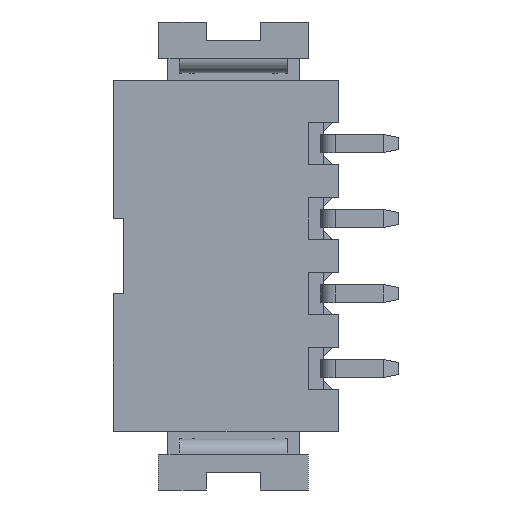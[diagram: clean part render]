
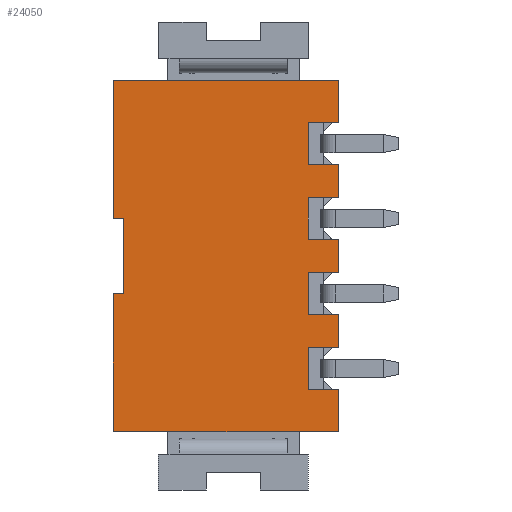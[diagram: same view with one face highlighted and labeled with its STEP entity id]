
A CAD part, front view. The second image highlights one B-rep face of the part: STEP entity #24050.
In plain terms, the highlighted planar face has unit normal (0, -1, 0).
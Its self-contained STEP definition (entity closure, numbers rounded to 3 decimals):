
#690=CARTESIAN_POINT('',(-3.039,-17.222,1.55));
#700=VERTEX_POINT('',#690);
#730=CARTESIAN_POINT('',(-5.978,-17.222,1.55));
#740=DIRECTION('',(-1.,0.,0.));
#750=VECTOR('',#740,1.);
#760=LINE('',#730,#750);
#770=CARTESIAN_POINT('',(-2.689,-17.222,1.55));
#780=VERTEX_POINT('',#770);
#790=EDGE_CURVE('',#780,#700,#760,.T.);
#10250=CARTESIAN_POINT('',(3.461,-17.222,-4.15));
#10260=VERTEX_POINT('',#10250);
#10290=CARTESIAN_POINT('',(3.461,-17.222,2.5));
#10300=DIRECTION('',(0.,0.,1.));
#10310=VECTOR('',#10300,1.);
#10320=LINE('',#10290,#10310);
#10330=CARTESIAN_POINT('',(3.461,-17.222,-2.75));
#10340=VERTEX_POINT('',#10330);
#10350=EDGE_CURVE('',#10260,#10340,#10320,.T.);
#10570=CARTESIAN_POINT('',(3.461,-17.222,-1.65));
#10580=VERTEX_POINT('',#10570);
#10610=CARTESIAN_POINT('',(3.461,-17.222,5.));
#10620=DIRECTION('',(0.,0.,1.));
#10630=VECTOR('',#10620,1.);
#10640=LINE('',#10610,#10630);
#10650=CARTESIAN_POINT('',(3.461,-17.222,-0.25));
#10660=VERTEX_POINT('',#10650);
#10670=EDGE_CURVE('',#10580,#10660,#10640,.T.);
#10890=CARTESIAN_POINT('',(3.461,-17.222,0.85));
#10900=VERTEX_POINT('',#10890);
#10930=CARTESIAN_POINT('',(3.461,-17.222,7.5));
#10940=DIRECTION('',(0.,0.,1.));
#10950=VECTOR('',#10940,1.);
#10960=LINE('',#10930,#10950);
#10970=CARTESIAN_POINT('',(3.461,-17.222,2.25));
#10980=VERTEX_POINT('',#10970);
#10990=EDGE_CURVE('',#10900,#10980,#10960,.T.);
#11210=CARTESIAN_POINT('',(3.461,-17.222,3.35));
#11220=VERTEX_POINT('',#11210);
#11250=CARTESIAN_POINT('',(3.461,-17.222,7.5));
#11260=DIRECTION('',(0.,0.,1.));
#11270=VECTOR('',#11260,1.);
#11280=LINE('',#11250,#11270);
#11290=CARTESIAN_POINT('',(3.461,-17.222,4.75));
#11300=VERTEX_POINT('',#11290);
#11310=EDGE_CURVE('',#11220,#11300,#11280,.T.);
#17210=CARTESIAN_POINT('',(-3.039,-17.222,7.5));
#17220=DIRECTION('',(0.,0.,1.));
#17230=VECTOR('',#17220,1.);
#17240=LINE('',#17210,#17230);
#17250=CARTESIAN_POINT('',(-3.039,-17.222,6.15));
#17260=VERTEX_POINT('',#17250);
#17270=EDGE_CURVE('',#700,#17260,#17240,.T.);
#22580=CARTESIAN_POINT('',(-1.148,-17.222,
-14.587));
#22590=DIRECTION('',(0.,-1.,0.));
#22600=DIRECTION('',(1.,0.,0.));
#22610=AXIS2_PLACEMENT_3D('',#22580,#22590,#22600);
#22620=PLANE('',#22610);
#22630=CARTESIAN_POINT('',(-5.978,-17.222,6.15));
#22640=DIRECTION('',(-1.,0.,0.));
#22650=VECTOR('',#22640,1.);
#22660=LINE('',#22630,#22650);
#22670=CARTESIAN_POINT('',(4.461,-17.222,6.15));
#22680=VERTEX_POINT('',#22670);
#22690=EDGE_CURVE('',#22680,#17260,#22660,.T.);
#22700=ORIENTED_EDGE('',*,*,#22690,.T.);
#22710=CARTESIAN_POINT('',(4.461,-17.222,7.5));
#22720=DIRECTION('',(0.,0.,1.));
#22730=VECTOR('',#22720,1.);
#22740=LINE('',#22710,#22730);
#22750=CARTESIAN_POINT('',(4.461,-17.222,4.75));
#22760=VERTEX_POINT('',#22750);
#22770=EDGE_CURVE('',#22760,#22680,#22740,.T.);
#22780=ORIENTED_EDGE('',*,*,#22770,.T.);
#22790=CARTESIAN_POINT('',(-5.978,-17.222,4.75));
#22800=DIRECTION('',(1.,0.,0.));
#22810=VECTOR('',#22800,1.);
#22820=LINE('',#22790,#22810);
#22830=EDGE_CURVE('',#11300,#22760,#22820,.T.);
#22840=ORIENTED_EDGE('',*,*,#22830,.T.);
#22850=ORIENTED_EDGE('',*,*,#11310,.T.);
#22860=CARTESIAN_POINT('',(-5.978,-17.222,3.35));
#22870=DIRECTION('',(1.,0.,0.));
#22880=VECTOR('',#22870,1.);
#22890=LINE('',#22860,#22880);
#22900=CARTESIAN_POINT('',(4.461,-17.222,3.35));
#22910=VERTEX_POINT('',#22900);
#22920=EDGE_CURVE('',#11220,#22910,#22890,.T.);
#22930=ORIENTED_EDGE('',*,*,#22920,.F.);
#22940=CARTESIAN_POINT('',(4.461,-17.222,7.5));
#22950=DIRECTION('',(0.,0.,1.));
#22960=VECTOR('',#22950,1.);
#22970=LINE('',#22940,#22960);
#22980=CARTESIAN_POINT('',(4.461,-17.222,2.25));
#22990=VERTEX_POINT('',#22980);
#23000=EDGE_CURVE('',#22990,#22910,#22970,.T.);
#23010=ORIENTED_EDGE('',*,*,#23000,.T.);
#23020=CARTESIAN_POINT('',(-5.978,-17.222,2.25));
#23030=DIRECTION('',(1.,0.,0.));
#23040=VECTOR('',#23030,1.);
#23050=LINE('',#23020,#23040);
#23060=EDGE_CURVE('',#10980,#22990,#23050,.T.);
#23070=ORIENTED_EDGE('',*,*,#23060,.T.);
#23080=ORIENTED_EDGE('',*,*,#10990,.T.);
#23090=CARTESIAN_POINT('',(-5.978,-17.222,0.85));
#23100=DIRECTION('',(1.,0.,0.));
#23110=VECTOR('',#23100,1.);
#23120=LINE('',#23090,#23110);
#23130=CARTESIAN_POINT('',(4.461,-17.222,0.85));
#23140=VERTEX_POINT('',#23130);
#23150=EDGE_CURVE('',#10900,#23140,#23120,.T.);
#23160=ORIENTED_EDGE('',*,*,#23150,.F.);
#23170=CARTESIAN_POINT('',(4.461,-17.222,5.));
#23180=DIRECTION('',(0.,0.,1.));
#23190=VECTOR('',#23180,1.);
#23200=LINE('',#23170,#23190);
#23210=CARTESIAN_POINT('',(4.461,-17.222,-0.25));
#23220=VERTEX_POINT('',#23210);
#23230=EDGE_CURVE('',#23220,#23140,#23200,.T.);
#23240=ORIENTED_EDGE('',*,*,#23230,.T.);
#23250=CARTESIAN_POINT('',(-5.978,-17.222,-0.25));
#23260=DIRECTION('',(1.,0.,0.));
#23270=VECTOR('',#23260,1.);
#23280=LINE('',#23250,#23270);
#23290=EDGE_CURVE('',#10660,#23220,#23280,.T.);
#23300=ORIENTED_EDGE('',*,*,#23290,.T.);
#23310=ORIENTED_EDGE('',*,*,#10670,.T.);
#23320=CARTESIAN_POINT('',(-5.978,-17.222,-1.65));
#23330=DIRECTION('',(1.,0.,0.));
#23340=VECTOR('',#23330,1.);
#23350=LINE('',#23320,#23340);
#23360=CARTESIAN_POINT('',(4.461,-17.222,-1.65));
#23370=VERTEX_POINT('',#23360);
#23380=EDGE_CURVE('',#10580,#23370,#23350,.T.);
#23390=ORIENTED_EDGE('',*,*,#23380,.F.);
#23400=CARTESIAN_POINT('',(4.461,-17.222,2.5));
#23410=DIRECTION('',(0.,0.,1.));
#23420=VECTOR('',#23410,1.);
#23430=LINE('',#23400,#23420);
#23440=CARTESIAN_POINT('',(4.461,-17.222,-2.75));
#23450=VERTEX_POINT('',#23440);
#23460=EDGE_CURVE('',#23450,#23370,#23430,.T.);
#23470=ORIENTED_EDGE('',*,*,#23460,.T.);
#23480=CARTESIAN_POINT('',(-5.978,-17.222,-2.75));
#23490=DIRECTION('',(1.,0.,0.));
#23500=VECTOR('',#23490,1.);
#23510=LINE('',#23480,#23500);
#23520=EDGE_CURVE('',#10340,#23450,#23510,.T.);
#23530=ORIENTED_EDGE('',*,*,#23520,.T.);
#23540=ORIENTED_EDGE('',*,*,#10350,.T.);
#23550=CARTESIAN_POINT('',(-5.978,-17.222,-4.15));
#23560=DIRECTION('',(1.,0.,0.));
#23570=VECTOR('',#23560,1.);
#23580=LINE('',#23550,#23570);
#23590=CARTESIAN_POINT('',(4.461,-17.222,-4.15));
#23600=VERTEX_POINT('',#23590);
#23610=EDGE_CURVE('',#10260,#23600,#23580,.T.);
#23620=ORIENTED_EDGE('',*,*,#23610,.F.);
#23630=CARTESIAN_POINT('',(4.461,-17.222,2.5));
#23640=DIRECTION('',(0.,0.,1.));
#23650=VECTOR('',#23640,1.);
#23660=LINE('',#23630,#23650);
#23670=CARTESIAN_POINT('',(4.461,-17.222,-5.55));
#23680=VERTEX_POINT('',#23670);
#23690=EDGE_CURVE('',#23680,#23600,#23660,.T.);
#23700=ORIENTED_EDGE('',*,*,#23690,.T.);
#23710=CARTESIAN_POINT('',(-5.978,-17.222,-5.55));
#23720=DIRECTION('',(-1.,0.,0.));
#23730=VECTOR('',#23720,1.);
#23740=LINE('',#23710,#23730);
#23750=CARTESIAN_POINT('',(-3.039,-17.222,-5.55));
#23760=VERTEX_POINT('',#23750);
#23770=EDGE_CURVE('',#23680,#23760,#23740,.T.);
#23780=ORIENTED_EDGE('',*,*,#23770,.F.);
#23790=CARTESIAN_POINT('',(-3.039,-17.222,7.5));
#23800=DIRECTION('',(0.,0.,1.));
#23810=VECTOR('',#23800,1.);
#23820=LINE('',#23790,#23810);
#23830=CARTESIAN_POINT('',(-3.039,-17.222,-0.95));
#23840=VERTEX_POINT('',#23830);
#23850=EDGE_CURVE('',#23760,#23840,#23820,.T.);
#23860=ORIENTED_EDGE('',*,*,#23850,.F.);
#23870=CARTESIAN_POINT('',(-5.978,-17.222,-0.95));
#23880=DIRECTION('',(1.,0.,0.));
#23890=VECTOR('',#23880,1.);
#23900=LINE('',#23870,#23890);
#23910=CARTESIAN_POINT('',(-2.689,-17.222,-0.95));
#23920=VERTEX_POINT('',#23910);
#23930=EDGE_CURVE('',#23840,#23920,#23900,.T.);
#23940=ORIENTED_EDGE('',*,*,#23930,.F.);
#23950=CARTESIAN_POINT('',(-2.689,-17.222,7.5));
#23960=DIRECTION('',(0.,0.,1.));
#23970=VECTOR('',#23960,1.);
#23980=LINE('',#23950,#23970);
#23990=EDGE_CURVE('',#23920,#780,#23980,.T.);
#24000=ORIENTED_EDGE('',*,*,#23990,.F.);
#24010=ORIENTED_EDGE('',*,*,#790,.F.);
#24020=ORIENTED_EDGE('',*,*,#17270,.F.);
#24030=EDGE_LOOP('',(#24020,#24010,#24000,#23940,#23860,#23780,#23700,
#23620,#23540,#23530,#23470,#23390,#23310,#23300,#23240,#23160,#23080,
#23070,#23010,#22930,#22850,#22840,#22780,#22700));
#24040=FACE_OUTER_BOUND('',#24030,.T.);
#24050=ADVANCED_FACE('',(#24040),#22620,.T.);
